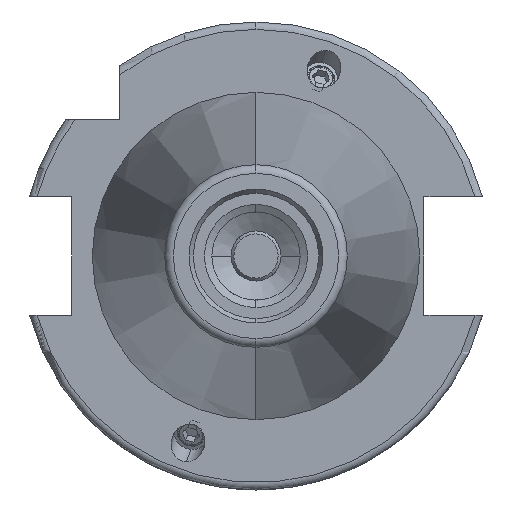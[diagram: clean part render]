
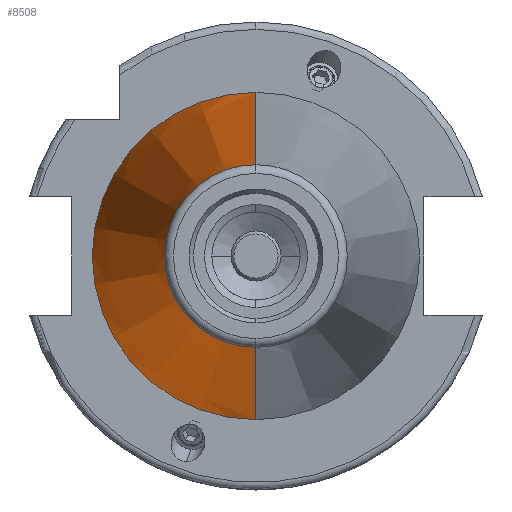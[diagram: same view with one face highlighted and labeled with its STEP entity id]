
A CAD part, left-side view. The second image highlights one B-rep face of the part: STEP entity #8508.
In plain terms, the highlighted conical face has half-angle 8.297 degrees and reference radius 22.225 mm.
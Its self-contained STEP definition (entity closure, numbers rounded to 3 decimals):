
#118 = CONICAL_SURFACE ( 'NONE', #7682, 22.225, 0.145 ) ;
#1124 = EDGE_LOOP ( 'NONE', ( #7614, #6481, #1625, #8911 ) ) ;
#1229 = CARTESIAN_POINT ( 'NONE',  ( 0., -22.225, 0. ) ) ;
#1583 = FACE_OUTER_BOUND ( 'NONE', #1124, .T. ) ;
#1625 = ORIENTED_EDGE ( 'NONE', *, *, #9168, .T. ) ;
#2032 = LINE ( 'NONE', #6347, #10927 ) ;
#2599 = CIRCLE ( 'NONE', #4285, 12.4 ) ;
#2747 = CARTESIAN_POINT ( 'NONE',  ( -67.373, 0., 0. ) ) ;
#3109 = EDGE_CURVE ( 'NONE', #5165, #3874, #2599, .T. ) ;
#3541 = CARTESIAN_POINT ( 'NONE',  ( -67.373, 12.4, 0. ) ) ;
#3874 = VERTEX_POINT ( 'NONE', #3541 ) ;
#4031 = EDGE_CURVE ( 'NONE', #5165, #8495, #4774, .T. ) ;
#4285 = AXIS2_PLACEMENT_3D ( 'NONE', #2747, #7494, #10052 ) ;
#4774 = LINE ( 'NONE', #1229, #8373 ) ;
#5117 = VERTEX_POINT ( 'NONE', #8491 ) ;
#5165 = VERTEX_POINT ( 'NONE', #10572 ) ;
#5196 = DIRECTION ( 'NONE',  ( 0., 1., 0. ) ) ;
#5318 = CARTESIAN_POINT ( 'NONE',  ( 0., 0., 0. ) ) ;
#5649 = DIRECTION ( 'NONE',  ( 0.99, 0.144, 0. ) ) ;
#5842 = DIRECTION ( 'NONE',  ( 0.99, -0.144, 0. ) ) ;
#6347 = CARTESIAN_POINT ( 'NONE',  ( 0., 22.225, 0. ) ) ;
#6481 = ORIENTED_EDGE ( 'NONE', *, *, #4031, .T. ) ;
#6889 = DIRECTION ( 'NONE',  ( 0., -1., 0. ) ) ;
#7494 = DIRECTION ( 'NONE',  ( -1., 0., 0. ) ) ;
#7614 = ORIENTED_EDGE ( 'NONE', *, *, #3109, .F. ) ;
#7661 = CIRCLE ( 'NONE', #9188, 22.225 ) ;
#7682 = AXIS2_PLACEMENT_3D ( 'NONE', #5318, #11672, #5196 ) ;
#7936 = CARTESIAN_POINT ( 'NONE',  ( 0., -22.225, 0. ) ) ;
#8373 = VECTOR ( 'NONE', #5842, 1000. ) ;
#8491 = CARTESIAN_POINT ( 'NONE',  ( 0., 22.225, 0. ) ) ;
#8495 = VERTEX_POINT ( 'NONE', #7936 ) ;
#8508 = ADVANCED_FACE ( 'NONE', ( #1583 ), #118, .T. ) ;
#8852 = DIRECTION ( 'NONE',  ( -1., 0., 0. ) ) ;
#8911 = ORIENTED_EDGE ( 'NONE', *, *, #11657, .F. ) ;
#9168 = EDGE_CURVE ( 'NONE', #8495, #5117, #7661, .T. ) ;
#9188 = AXIS2_PLACEMENT_3D ( 'NONE', #9805, #8852, #6889 ) ;
#9805 = CARTESIAN_POINT ( 'NONE',  ( 0., 0., 0. ) ) ;
#10052 = DIRECTION ( 'NONE',  ( 0., -1., 0. ) ) ;
#10572 = CARTESIAN_POINT ( 'NONE',  ( -67.373, -12.4, 0. ) ) ;
#10927 = VECTOR ( 'NONE', #5649, 1000. ) ;
#11657 = EDGE_CURVE ( 'NONE', #3874, #5117, #2032, .T. ) ;
#11672 = DIRECTION ( 'NONE',  ( 1., 0., 0. ) ) ;
